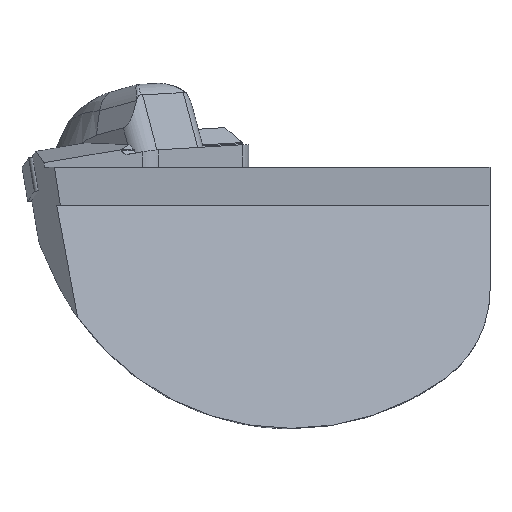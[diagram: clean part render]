
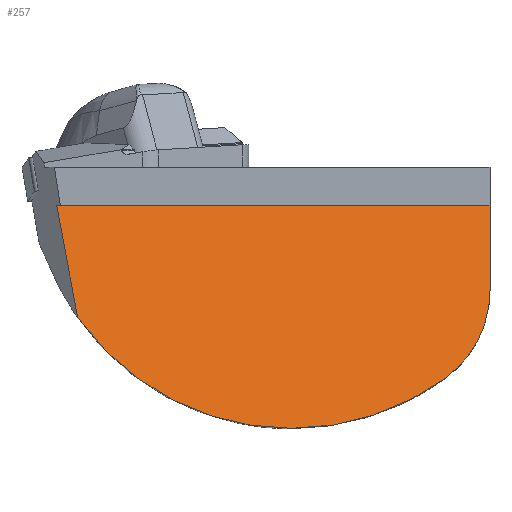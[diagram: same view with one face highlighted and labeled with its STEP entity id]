
A CAD part, top view. The second image highlights one B-rep face of the part: STEP entity #257.
In plain terms, the highlighted planar face has unit normal (0, 0.259, 0.966).
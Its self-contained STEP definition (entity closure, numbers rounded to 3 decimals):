
#224=ELLIPSE('',#1693,49.693,48.);
#225=ELLIPSE('',#1696,49.693,48.);
#226=ELLIPSE('',#1697,20.706,20.);
#257=ADVANCED_FACE('',(#383),#331,.F.);
#331=PLANE('',#1698);
#383=FACE_OUTER_BOUND('',#456,.T.);
#456=EDGE_LOOP('',(#672,#673,#674,#675,#676,#677,#678));
#672=ORIENTED_EDGE('',*,*,#1224,.F.);
#673=ORIENTED_EDGE('',*,*,#1121,.T.);
#674=ORIENTED_EDGE('',*,*,#1225,.T.);
#675=ORIENTED_EDGE('',*,*,#1223,.T.);
#676=ORIENTED_EDGE('',*,*,#1220,.T.);
#677=ORIENTED_EDGE('',*,*,#1226,.T.);
#678=ORIENTED_EDGE('',*,*,#1227,.T.);
#972=VERTEX_POINT('',#2200);
#973=VERTEX_POINT('',#2202);
#1044=VERTEX_POINT('',#2455);
#1045=VERTEX_POINT('',#2457);
#1046=VERTEX_POINT('',#2461);
#1047=VERTEX_POINT('',#2465);
#1048=VERTEX_POINT('',#2468);
#1121=EDGE_CURVE('',#973,#972,#1342,.T.);
#1220=EDGE_CURVE('',#1045,#1044,#224,.T.);
#1223=EDGE_CURVE('',#1046,#1045,#1410,.T.);
#1224=EDGE_CURVE('',#973,#1047,#1411,.T.);
#1225=EDGE_CURVE('',#972,#1046,#225,.T.);
#1226=EDGE_CURVE('',#1044,#1048,#226,.T.);
#1227=EDGE_CURVE('',#1048,#1047,#1412,.T.);
#1342=LINE('',#2201,#1467);
#1410=LINE('',#2462,#1535);
#1411=LINE('',#2464,#1536);
#1412=LINE('',#2469,#1537);
#1467=VECTOR('',#1799,1.);
#1535=VECTOR('',#1961,1.);
#1536=VECTOR('',#1964,1.);
#1537=VECTOR('',#1969,1.);
#1693=AXIS2_PLACEMENT_3D('',#2456,#1955,#1956);
#1696=AXIS2_PLACEMENT_3D('',#2466,#1965,#1966);
#1697=AXIS2_PLACEMENT_3D('',#2467,#1967,#1968);
#1698=AXIS2_PLACEMENT_3D('',#2470,#1970,#1971);
#1799=DIRECTION('',(0.178,-0.95,0.255));
#1955=DIRECTION('',(0.,0.259,0.966));
#1956=DIRECTION('',(0.,-0.966,0.259));
#1961=DIRECTION('',(1.,0.,0.));
#1964=DIRECTION('',(1.,0.,0.));
#1965=DIRECTION('',(0.,0.259,0.966));
#1966=DIRECTION('',(0.,-0.966,0.259));
#1967=DIRECTION('',(0.,0.259,0.966));
#1968=DIRECTION('',(0.,-0.966,0.259));
#1969=DIRECTION('',(0.,0.966,-0.259));
#1970=DIRECTION('',(0.,-0.259,-0.966));
#1971=DIRECTION('',(0.,-0.966,0.259));
#2200=CARTESIAN_POINT('',(-39.29,-27.575,5.513));
#2201=CARTESIAN_POINT('',(-37.51,-37.073,8.058));
#2202=CARTESIAN_POINT('',(-43.146,-7.,0.));
#2455=CARTESIAN_POINT('',(28.286,-38.78,8.516));
#2456=CARTESIAN_POINT('',(0.,0.,-1.876));
#2457=CARTESIAN_POINT('',(0.,-48.,10.986));
#2461=CARTESIAN_POINT('',(-0.001,-48.,10.986));
#2462=CARTESIAN_POINT('',(-100.,-48.,10.986));
#2464=CARTESIAN_POINT('',(-100.,-7.,0.));
#2465=CARTESIAN_POINT('',(36.5,-7.,0.));
#2466=CARTESIAN_POINT('',(-0.001,0.,-1.876));
#2467=CARTESIAN_POINT('',(16.5,-22.622,4.186));
#2468=CARTESIAN_POINT('',(36.5,-22.622,4.186));
#2469=CARTESIAN_POINT('',(36.5,-48.,10.986));
#2470=CARTESIAN_POINT('',(-100.,-48.,10.986));
